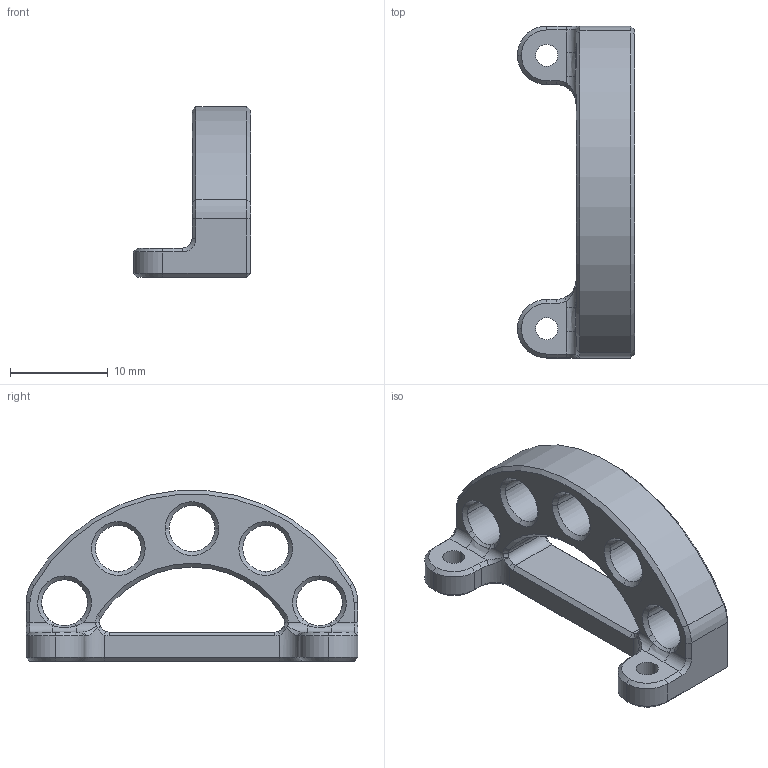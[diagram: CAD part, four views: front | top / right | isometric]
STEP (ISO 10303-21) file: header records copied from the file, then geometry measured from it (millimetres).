
FILE_DESCRIPTION (( 'STEP AP214' ), '1' );
FILE_NAME ('32mm Camera Module 2020 Extrusion Mount, Camera Attachment.STEP', '2023-01-22T06:23:11', ( '' ), ( '' ), 'SwSTEP 2.0', 'SolidWorks 2023', '' );
FILE_SCHEMA (( 'AUTOMOTIVE_DESIGN' ));
Length unit declared in the file: millimetre
Products named in the file (1): 32mm Camera Module 2020 Extrusion Mount, Camera Attachment
Bounding box: 12 x 34 x 17.49 mm (x, y, z)
Volume: 2008.6 mm3; surface area: 1962.6 mm2
Topology: 1 solids, 1 shells, 128 faces, 314 edges, 185 vertices
Faces by surface type: cone 52, cylinder 31, plane 31, bspline 14
Entity records: 6145 total; most frequent: CARTESIAN_POINT 1723, ORIENTED_EDGE 628, DIRECTION 627, EDGE_CURVE 314, AXIS2_PLACEMENT_3D 244, VERTEX_POINT 185, EDGE_LOOP 141, VECTOR 139
